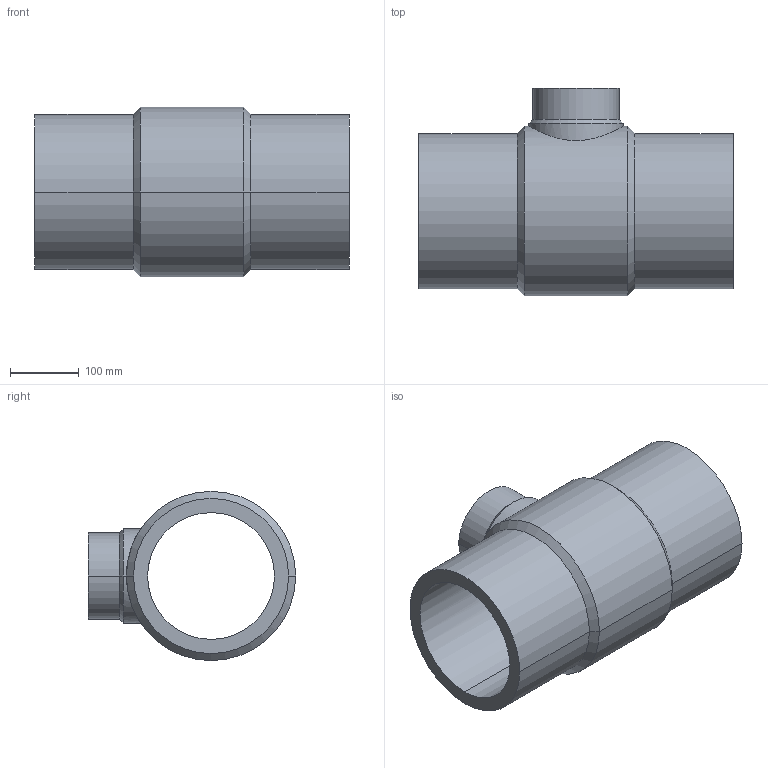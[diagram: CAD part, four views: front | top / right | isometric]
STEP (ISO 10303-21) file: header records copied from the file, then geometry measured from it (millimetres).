
FILE_DESCRIPTION( ( '' ), '1' );
FILE_NAME( 'AGRU_11016221211_PPR_grau_T-Stück_reduziert_225_125__SDR11__ISO_S-5_10.stp', '2018-02-08T12:45:14', ( '' ), ( '' ), ' ', ' ', ' ' );
FILE_SCHEMA( ( 'automotive_design' ) );
Length unit declared in the file: millimetre
Products named in the file (1): 1
Bounding box: 456 x 300.75 x 245.5 mm (x, y, z)
Volume: 7246314.4 mm3; surface area: 666382.1 mm2
Topology: 1 solids, 1 shells, 23 faces, 51 edges, 30 vertices
Faces by surface type: cylinder 14, cone 6, plane 3
Entity records: 1504 total; most frequent: CARTESIAN_POINT 367, DIRECTION 117, STYLED_ITEM 105, PRESENTATION_STYLE_ASSIGNMENT 105, COLOUR_RGB 105, ORIENTED_EDGE 102, EDGE_CURVE 51, CURVE_STYLE 51
